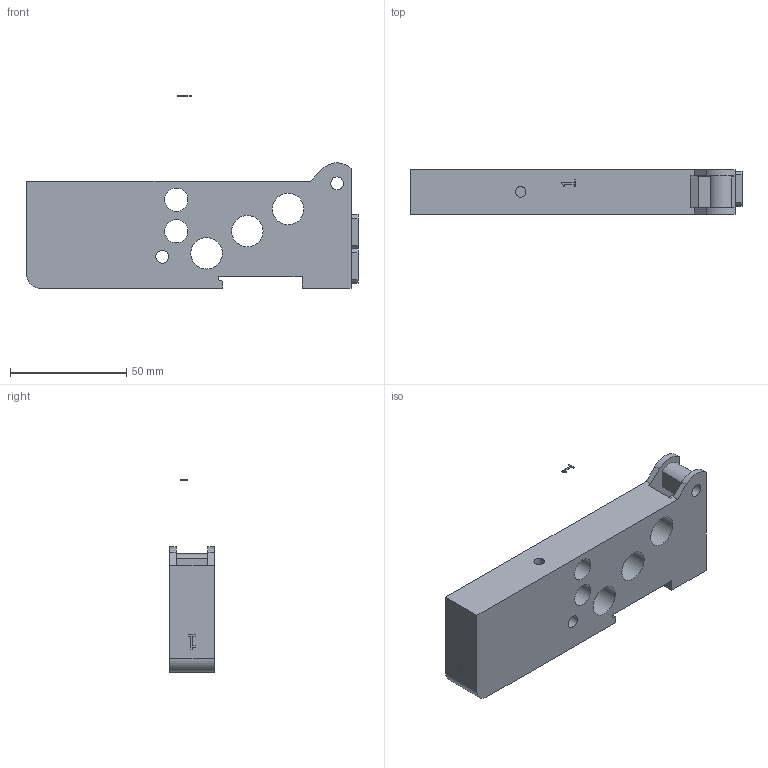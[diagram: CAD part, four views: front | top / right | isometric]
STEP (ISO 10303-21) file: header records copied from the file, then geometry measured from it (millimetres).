
FILE_DESCRIPTION((''),'2;1');
FILE_NAME('2541_01M.stp','2009-04-16T16:02:47',('brembcl1'),(''),'Autodesk Inventor 2009','Autodesk Inventor 2009','');
FILE_SCHEMA(('AUTOMOTIVE_DESIGN { 1 0 10303 214 1 1 1 1 }'));
Length unit declared in the file: millimetre
Products named in the file (1): 2541_01M
Bounding box: 142.5 x 19 x 82.6 mm (x, y, z)
Volume: 104716.9 mm3; surface area: 24987.7 mm2
Topology: 2 solids, 2 shells, 117 faces, 318 edges, 212 vertices
Faces by surface type: plane 75, bspline 24, cylinder 18
Full cylindrical faces by diameter (mm): 10 x2, 13.5 x3
Entity records: 3883 total; most frequent: CARTESIAN_POINT 989, ORIENTED_EDGE 608, DIRECTION 512, EDGE_CURVE 304, VECTOR 224, LINE 224, VERTEX_POINT 210, EDGE_LOOP 152
